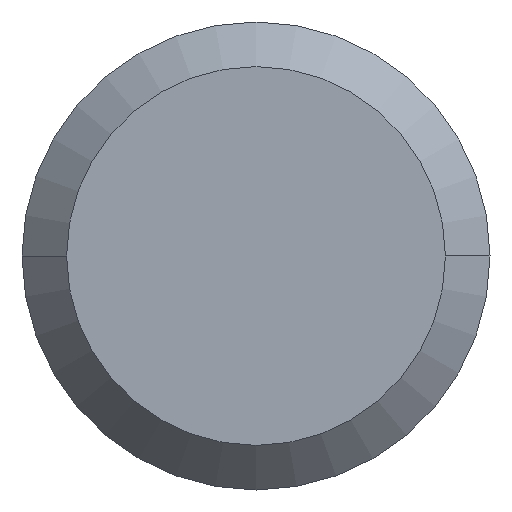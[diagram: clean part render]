
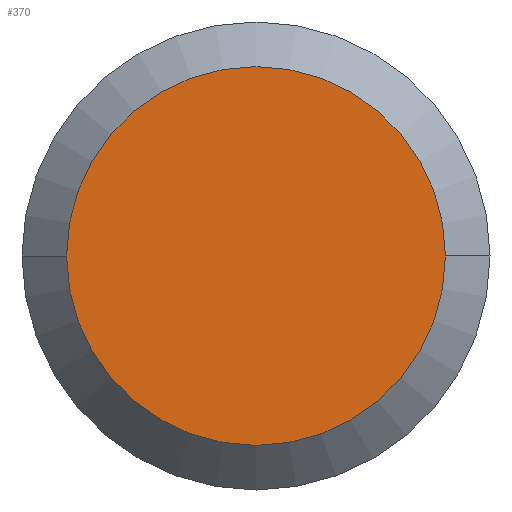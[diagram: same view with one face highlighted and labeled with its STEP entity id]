
A CAD part, left-side view. The second image highlights one B-rep face of the part: STEP entity #370.
In plain terms, the highlighted planar face has unit normal (-1, 0, 0).
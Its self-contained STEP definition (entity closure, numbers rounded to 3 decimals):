
#19 = DIRECTION ( 'NONE',  ( 0., -1., 0. ) ) ;
#27 = CARTESIAN_POINT ( 'NONE',  ( 0., 3.238, 0. ) ) ;
#56 = EDGE_CURVE ( 'NONE', #78, #314, #99, .T. ) ;
#64 = FACE_OUTER_BOUND ( 'NONE', #102, .T. ) ;
#78 = VERTEX_POINT ( 'NONE', #390 ) ;
#84 = CARTESIAN_POINT ( 'NONE',  ( 0., 0., 0. ) ) ;
#90 = DIRECTION ( 'NONE',  ( 0., 1., 0. ) ) ;
#99 = CIRCLE ( 'NONE', #393, 3.238 ) ;
#102 = EDGE_LOOP ( 'NONE', ( #235, #204 ) ) ;
#112 = DIRECTION ( 'NONE',  ( 0., 1., 0. ) ) ;
#142 = DIRECTION ( 'NONE',  ( 1., 0., 0. ) ) ;
#204 = ORIENTED_EDGE ( 'NONE', *, *, #56, .F. ) ;
#205 = DIRECTION ( 'NONE',  ( -1., 0., 0. ) ) ;
#235 = ORIENTED_EDGE ( 'NONE', *, *, #305, .F. ) ;
#247 = CARTESIAN_POINT ( 'NONE',  ( 0., 0., 0. ) ) ;
#273 = DIRECTION ( 'NONE',  ( 1., 0., 0. ) ) ;
#279 = PLANE ( 'NONE',  #377 ) ;
#305 = EDGE_CURVE ( 'NONE', #314, #78, #322, .T. ) ;
#308 = AXIS2_PLACEMENT_3D ( 'NONE', #247, #273, #90 ) ;
#314 = VERTEX_POINT ( 'NONE', #27 ) ;
#322 = CIRCLE ( 'NONE', #308, 3.238 ) ;
#331 = CARTESIAN_POINT ( 'NONE',  ( 0., 0., 0. ) ) ;
#370 = ADVANCED_FACE ( 'NONE', ( #64 ), #279, .T. ) ;
#377 = AXIS2_PLACEMENT_3D ( 'NONE', #84, #205, #19 ) ;
#390 = CARTESIAN_POINT ( 'NONE',  ( 0., -3.238, 0. ) ) ;
#393 = AXIS2_PLACEMENT_3D ( 'NONE', #331, #142, #112 ) ;
